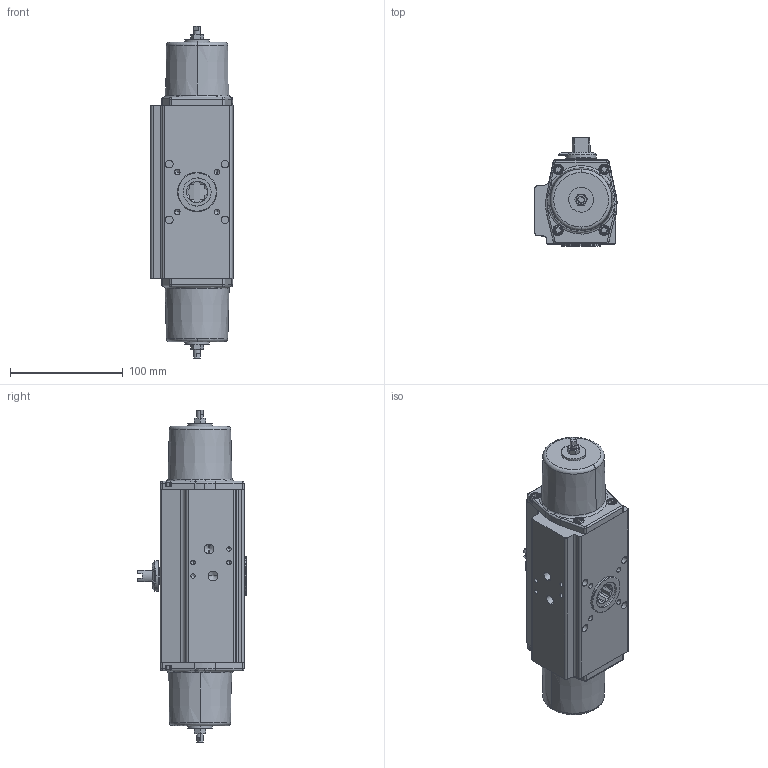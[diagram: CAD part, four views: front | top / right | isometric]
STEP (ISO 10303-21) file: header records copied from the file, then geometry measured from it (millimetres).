
FILE_DESCRIPTION (( 'STEP AP203' ), '1' );
FILE_NAME ('011155.STEP', '2018-04-16T09:21:36', ( '' ), ( '' ), 'SwSTEP 2.0', 'SolidWorks 2018', '' );
FILE_SCHEMA (( 'CONFIG_CONTROL_DESIGN' ));
Length unit declared in the file: millimetre
Products named in the file (1): 011155
Bounding box: 72.93 x 96.64 x 295 mm (x, y, z)
Volume: 1049425.3 mm3; surface area: 82461 mm2
Topology: 1 solids, 9 shells, 511 faces, 1326 edges, 844 vertices
Faces by surface type: plane 214, cylinder 181, cone 70, torus 38, bspline 8
Entity records: 28222 total; most frequent: CARTESIAN_POINT 16498, ORIENTED_EDGE 2592, DIRECTION 2081, EDGE_CURVE 1296, VERTEX_POINT 844, AXIS2_PLACEMENT_3D 745, LINE 591, VECTOR 591
